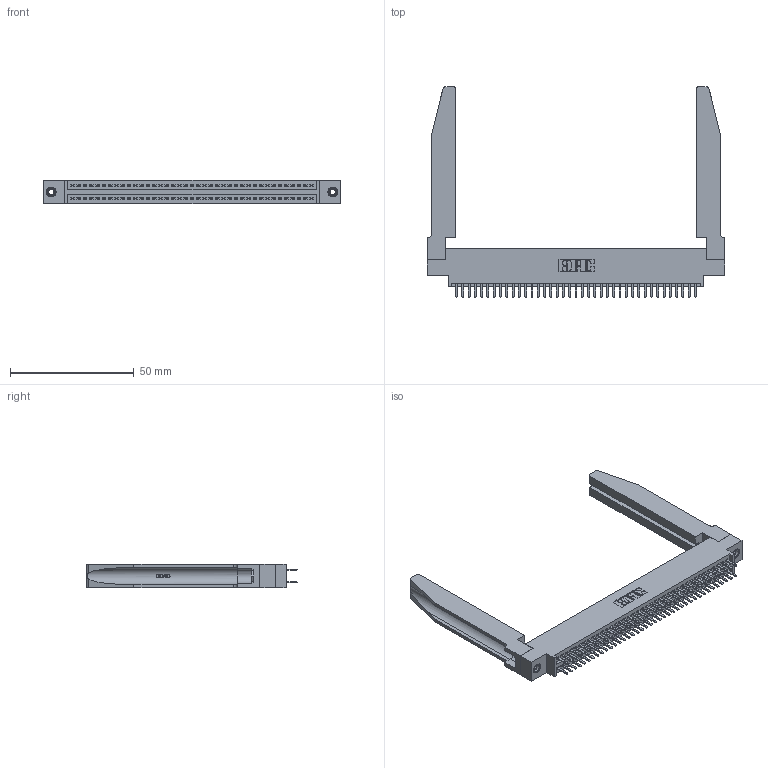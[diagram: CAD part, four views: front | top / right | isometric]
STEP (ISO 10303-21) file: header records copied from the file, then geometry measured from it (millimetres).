
FILE_DESCRIPTION (( 'STEP AP203' ), '1' );
FILE_NAME ('395-078-520-878.STEP', '2019-10-24T18:16:54', ( '' ), ( '' ), 'SwSTEP 2.0', 'SolidWorks 2016', '' );
FILE_SCHEMA (( 'CONFIG_CONTROL_DESIGN' ));
Length unit declared in the file: inch
Products named in the file (5): 345 Part_0.170 Offset - 0.156 Dia-TH; 345-292-001_345-293-120; 345-250-001_345-250-001-102; 345-220-078_345-220-078; 395-078-520-878
Assembly tree (83 placements, depth 2):
  395-078-520-878
    345 Part_0.170 Offset - 0.156 Dia-TH
    345-292-001_345-293-120  x78
    345-250-001_345-250-001-102  x2
    345-220-078_345-220-078  x2
Bounding box: 120.29 x 84.96 x 9.4 mm (x, y, z)
Volume: 19280.4 mm3; surface area: 23864.6 mm2
Topology: 83 solids, 83 shells, 4576 faces, 13207 edges, 8586 vertices
Faces by surface type: plane 2956, cylinder 1568, bspline 36, cone 12, torus 4
Entity records: 35990 total; most frequent: CARTESIAN_POINT 6967, ORIENTED_EDGE 5786, DIRECTION 5127, EDGE_CURVE 2893, LINE 2507, VECTOR 2507, VERTEX_POINT 1920, AXIS2_PLACEMENT_3D 1310
